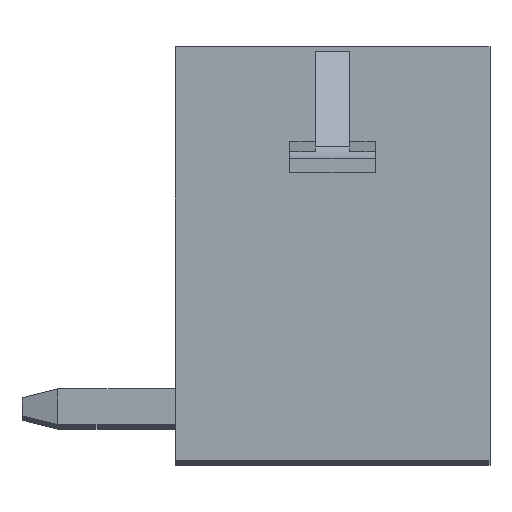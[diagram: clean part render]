
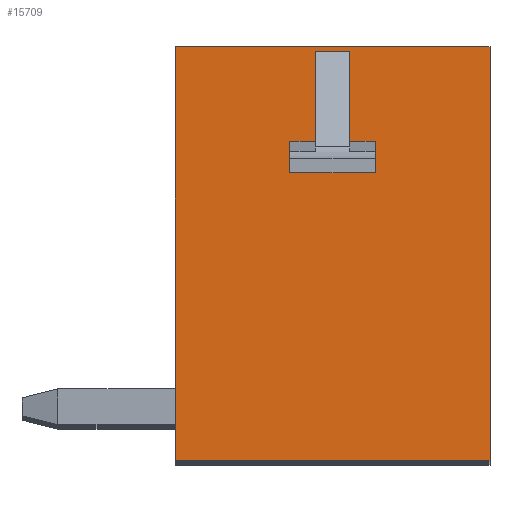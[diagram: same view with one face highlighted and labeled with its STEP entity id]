
A CAD part, top view. The second image highlights one B-rep face of the part: STEP entity #15709.
In plain terms, the highlighted planar face has unit normal (0, 0, 1).
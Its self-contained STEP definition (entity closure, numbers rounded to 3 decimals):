
#2489=DIRECTION('',(1.,0.,0.));
#2490=VECTOR('',#2489,7.);
#2491=CARTESIAN_POINT('',(-3.6,-3.853,0.));
#2492=LINE('',#2491,#2490);
#2493=DIRECTION('',(0.,-1.,0.));
#2494=VECTOR('',#2493,9.2);
#2495=CARTESIAN_POINT('',(-3.6,5.347,0.));
#2496=LINE('',#2495,#2494);
#2497=DIRECTION('',(-1.,0.,0.));
#2498=VECTOR('',#2497,7.);
#2499=CARTESIAN_POINT('',(3.4,5.347,0.));
#2500=LINE('',#2499,#2498);
#2501=DIRECTION('',(0.,1.,0.));
#2502=VECTOR('',#2501,9.2);
#2503=CARTESIAN_POINT('',(3.4,-3.853,0.));
#2504=LINE('',#2503,#2502);
#2505=DIRECTION('',(0.,1.,0.));
#2506=VECTOR('',#2505,0.495);
#2507=CARTESIAN_POINT('',(0.85,2.747,0.));
#2508=LINE('',#2507,#2506);
#2509=DIRECTION('',(-1.,0.,0.));
#2510=VECTOR('',#2509,0.76);
#2511=CARTESIAN_POINT('',(0.28,5.244,0.));
#2512=LINE('',#2511,#2510);
#2513=DIRECTION('',(1.,0.,0.));
#2514=VECTOR('',#2513,0.57);
#2515=CARTESIAN_POINT('',(-1.05,3.242,0.));
#2516=LINE('',#2515,#2514);
#2517=DIRECTION('',(0.,1.,0.));
#2518=VECTOR('',#2517,0.495);
#2519=CARTESIAN_POINT('',(-1.05,2.747,0.));
#2520=LINE('',#2519,#2518);
#2521=DIRECTION('',(-1.,0.,0.));
#2522=VECTOR('',#2521,1.9);
#2523=CARTESIAN_POINT('',(0.85,2.747,0.));
#2524=LINE('',#2523,#2522);
#2546=DIRECTION('',(-1.,0.,0.));
#2547=VECTOR('',#2546,0.57);
#2548=CARTESIAN_POINT('',(0.85,3.242,0.));
#2549=LINE('',#2548,#2547);
#2550=DIRECTION('',(0.,-1.,0.));
#2551=VECTOR('',#2550,2.002);
#2552=CARTESIAN_POINT('',(0.28,5.244,0.));
#2553=LINE('',#2552,#2551);
#2617=DIRECTION('',(0.,1.,0.));
#2618=VECTOR('',#2617,2.002);
#2619=CARTESIAN_POINT('',(-0.48,3.242,0.));
#2620=LINE('',#2619,#2618);
#10497=CARTESIAN_POINT('',(-3.6,-3.853,0.));
#10498=CARTESIAN_POINT('',(3.4,-3.853,0.));
#10499=VERTEX_POINT('',#10497);
#10500=VERTEX_POINT('',#10498);
#10501=CARTESIAN_POINT('',(3.4,5.347,0.));
#10502=VERTEX_POINT('',#10501);
#10503=CARTESIAN_POINT('',(-3.6,5.347,0.));
#10504=VERTEX_POINT('',#10503);
#11460=CARTESIAN_POINT('',(0.85,2.747,0.));
#11461=VERTEX_POINT('',#11460);
#11462=CARTESIAN_POINT('',(-1.05,2.747,0.));
#11463=VERTEX_POINT('',#11462);
#11465=CARTESIAN_POINT('',(-0.48,3.242,0.));
#11467=VERTEX_POINT('',#11465);
#11468=CARTESIAN_POINT('',(-0.48,5.244,0.));
#11469=VERTEX_POINT('',#11468);
#11470=CARTESIAN_POINT('',(-1.05,3.242,0.));
#11471=VERTEX_POINT('',#11470);
#11476=CARTESIAN_POINT('',(0.28,5.244,0.));
#11477=CARTESIAN_POINT('',(0.28,3.242,0.));
#11478=VERTEX_POINT('',#11476);
#11479=VERTEX_POINT('',#11477);
#11482=CARTESIAN_POINT('',(0.85,3.242,0.));
#11483=VERTEX_POINT('',#11482);
#15680=CARTESIAN_POINT('',(0.,0.,0.));
#15681=DIRECTION('',(0.,0.,1.));
#15682=DIRECTION('',(1.,0.,0.));
#15683=AXIS2_PLACEMENT_3D('',#15680,#15681,#15682);
#15684=PLANE('',#15683);
#15685=ORIENTED_EDGE('',*,*,#15258,.F.);
#15686=ORIENTED_EDGE('',*,*,#14930,.F.);
#15687=ORIENTED_EDGE('',*,*,#13990,.F.);
#15688=ORIENTED_EDGE('',*,*,#15356,.F.);
#15689=EDGE_LOOP('',(#15685,#15686,#15687,#15688));
#15690=FACE_OUTER_BOUND('',#15689,.F.);
#15692=ORIENTED_EDGE('',*,*,#15691,.T.);
#15694=ORIENTED_EDGE('',*,*,#15693,.T.);
#15696=ORIENTED_EDGE('',*,*,#15695,.F.);
#15698=ORIENTED_EDGE('',*,*,#15697,.T.);
#15700=ORIENTED_EDGE('',*,*,#15699,.F.);
#15702=ORIENTED_EDGE('',*,*,#15701,.F.);
#15704=ORIENTED_EDGE('',*,*,#15703,.F.);
#15706=ORIENTED_EDGE('',*,*,#15705,.F.);
#15707=EDGE_LOOP('',(#15692,#15694,#15696,#15698,#15700,#15702,#15704,#15706));
#15708=FACE_BOUND('',#15707,.F.);
#13990=EDGE_CURVE('',#10502,#10504,#2500,.T.);
#14930=EDGE_CURVE('',#10504,#10499,#2496,.T.);
#15258=EDGE_CURVE('',#10499,#10500,#2492,.T.);
#15356=EDGE_CURVE('',#10500,#10502,#2504,.T.);
#15691=EDGE_CURVE('',#11461,#11483,#2508,.T.);
#15693=EDGE_CURVE('',#11483,#11479,#2549,.T.);
#15695=EDGE_CURVE('',#11478,#11479,#2553,.T.);
#15697=EDGE_CURVE('',#11478,#11469,#2512,.T.);
#15699=EDGE_CURVE('',#11467,#11469,#2620,.T.);
#15701=EDGE_CURVE('',#11471,#11467,#2516,.T.);
#15703=EDGE_CURVE('',#11463,#11471,#2520,.T.);
#15705=EDGE_CURVE('',#11461,#11463,#2524,.T.);
#15709=ADVANCED_FACE('',(#15690,#15708),#15684,.T.);
